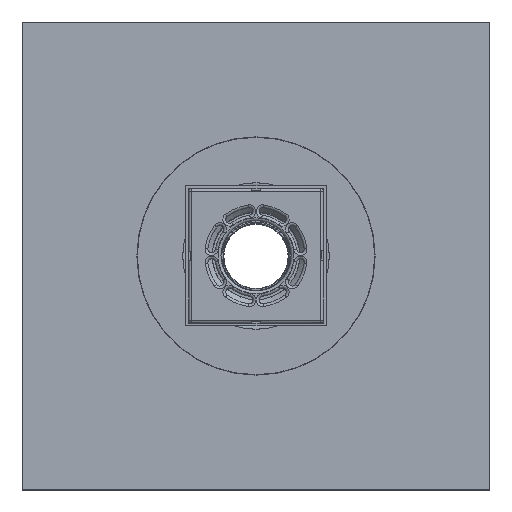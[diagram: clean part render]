
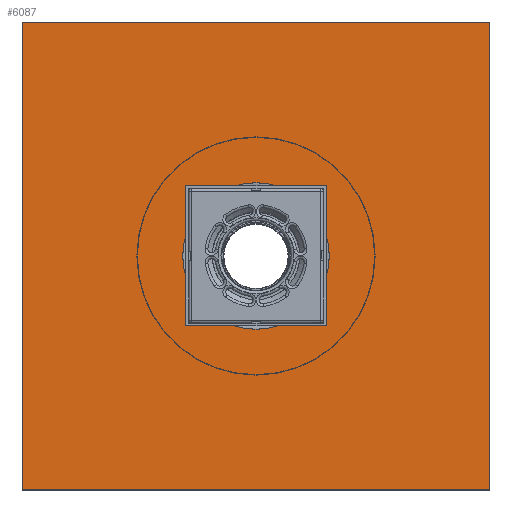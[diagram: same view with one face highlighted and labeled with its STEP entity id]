
A CAD part, top view. The second image highlights one B-rep face of the part: STEP entity #6087.
In plain terms, the highlighted planar face has unit normal (0, 0, 1).
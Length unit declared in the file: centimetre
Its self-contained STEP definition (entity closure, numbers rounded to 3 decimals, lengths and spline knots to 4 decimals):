
#435=FACE_BOUND('',#1007,.T.);
#546=FACE_OUTER_BOUND('',#1006,.T.);
#1006=EDGE_LOOP('',(#3989,#3990,#3991,#3992));
#1007=EDGE_LOOP('',(#3993));
#1536=CIRCLE('',#7356,78.2516);
#2117=VERTEX_POINT('',#10966);
#2119=VERTEX_POINT('',#10970);
#2120=VERTEX_POINT('',#10974);
#2122=VERTEX_POINT('',#10977);
#2141=VERTEX_POINT('',#11045);
#2803=EDGE_CURVE('',#2117,#2119,#6527,.T.);
#2805=EDGE_CURVE('',#2122,#2120,#6529,.T.);
#2808=EDGE_CURVE('',#2119,#2122,#6532,.T.);
#2811=EDGE_CURVE('',#2117,#2120,#6535,.T.);
#2839=EDGE_CURVE('',#2141,#2141,#1536,.T.);
#3989=ORIENTED_EDGE('',*,*,#2811,.F.);
#3990=ORIENTED_EDGE('',*,*,#2803,.T.);
#3991=ORIENTED_EDGE('',*,*,#2808,.T.);
#3992=ORIENTED_EDGE('',*,*,#2805,.T.);
#3993=ORIENTED_EDGE('',*,*,#2839,.T.);
#5912=PLANE('',#7359);
#6087=ADVANCED_FACE('',(#546,#435),#5912,.T.);
#6527=LINE('',#10972,#6892);
#6529=LINE('',#10978,#6894);
#6532=LINE('',#10983,#6897);
#6535=LINE('',#10987,#6900);
#6892=VECTOR('',#8492,1.);
#6894=VECTOR('',#8496,1.);
#6897=VECTOR('',#8501,1.);
#6900=VECTOR('',#8506,1.);
#7356=AXIS2_PLACEMENT_3D('',#11046,#8580,#8581);
#7359=AXIS2_PLACEMENT_3D('',#11049,#8586,#8587);
#8492=DIRECTION('',(1.,0.,0.));
#8496=DIRECTION('',(-1.,0.,0.));
#8501=DIRECTION('',(0.,1.,0.));
#8506=DIRECTION('',(0.,1.,0.));
#8580=DIRECTION('center_axis',(0.,0.,-1.));
#8581=DIRECTION('ref_axis',(1.,0.,0.));
#8586=DIRECTION('center_axis',(0.,0.,1.));
#8587=DIRECTION('ref_axis',(0.,1.,0.));
#10966=CARTESIAN_POINT('',(-250.,-250.,251.5));
#10970=CARTESIAN_POINT('',(250.,-250.,251.5));
#10972=CARTESIAN_POINT('',(0.,-250.,251.5));
#10974=CARTESIAN_POINT('',(-250.,250.,251.5));
#10977=CARTESIAN_POINT('',(250.,250.,251.5));
#10978=CARTESIAN_POINT('',(0.,250.,251.5));
#10983=CARTESIAN_POINT('',(250.,0.,251.5));
#10987=CARTESIAN_POINT('',(-250.,0.,251.5));
#11045=CARTESIAN_POINT('',(0.,-78.2516,251.5));
#11046=CARTESIAN_POINT('Origin',(0.,0.,251.5));
#11049=CARTESIAN_POINT('Origin',(0.,0.,251.5));
